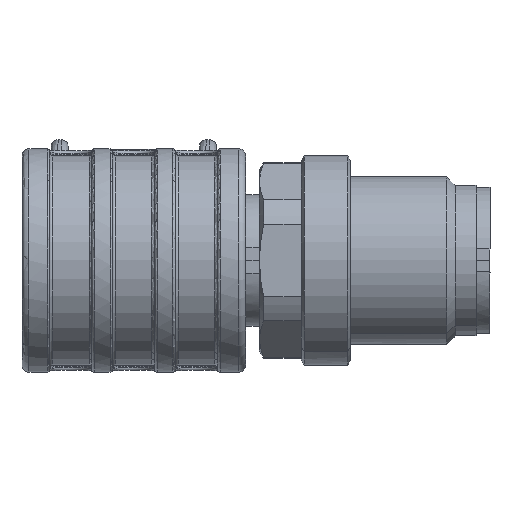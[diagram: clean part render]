
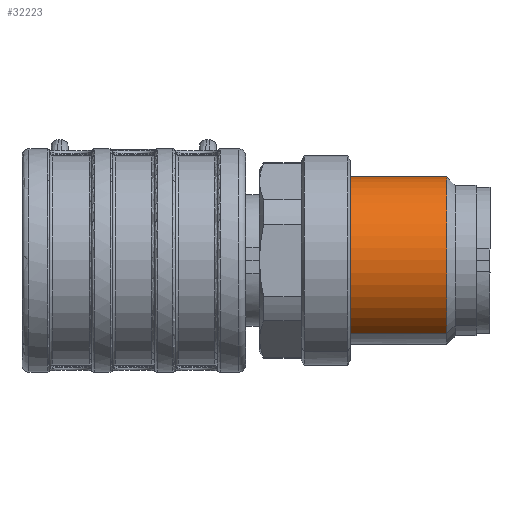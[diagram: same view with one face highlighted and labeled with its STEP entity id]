
A CAD part, top view. The second image highlights one B-rep face of the part: STEP entity #32223.
In plain terms, the highlighted cylindrical face has radius 6 mm (diameter 12 mm), a partial arc.
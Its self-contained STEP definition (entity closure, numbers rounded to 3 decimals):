
#32198=AXIS2_PLACEMENT_3D('Cylinder Axis2P3D',#32195,#32196,#32197) ;
#32128=CARTESIAN_POINT('Vertex',(23.5,2.803,123.198)) ;
#32130=CARTESIAN_POINT('Vertex',(23.5,13.197,117.201)) ;
#32134=CARTESIAN_POINT('Control Point',(23.5,13.197,117.201)) ;
#32135=CARTESIAN_POINT('Control Point',(23.5,13.497,117.721)) ;
#32136=CARTESIAN_POINT('Control Point',(23.5,13.732,118.278)) ;
#32137=CARTESIAN_POINT('Control Point',(23.5,13.895,118.862)) ;
#32138=CARTESIAN_POINT('Control Point',(23.5,14.073,120.058)) ;
#32139=CARTESIAN_POINT('Control Point',(23.5,13.951,121.262)) ;
#32140=CARTESIAN_POINT('Control Point',(23.5,13.815,121.852)) ;
#32141=CARTESIAN_POINT('Control Point',(23.5,13.398,122.987)) ;
#32142=CARTESIAN_POINT('Control Point',(23.5,12.714,123.985)) ;
#32143=CARTESIAN_POINT('Control Point',(23.5,12.311,124.438)) ;
#32144=CARTESIAN_POINT('Control Point',(23.5,11.401,125.234)) ;
#32145=CARTESIAN_POINT('Control Point',(23.5,10.322,125.781)) ;
#32146=CARTESIAN_POINT('Control Point',(23.5,9.751,125.986)) ;
#32147=CARTESIAN_POINT('Control Point',(23.5,8.571,126.248)) ;
#32148=CARTESIAN_POINT('Control Point',(23.5,7.362,126.211)) ;
#32149=CARTESIAN_POINT('Control Point',(23.5,6.763,126.117)) ;
#32150=CARTESIAN_POINT('Control Point',(23.5,5.601,125.781)) ;
#32151=CARTESIAN_POINT('Control Point',(23.5,4.558,125.17)) ;
#32152=CARTESIAN_POINT('Control Point',(23.5,4.077,124.8)) ;
#32153=CARTESIAN_POINT('Control Point',(23.5,3.527,124.253)) ;
#32154=CARTESIAN_POINT('Control Point',(23.5,3.073,123.631)) ;
#32155=CARTESIAN_POINT('Control Point',(23.5,2.978,123.49)) ;
#32156=CARTESIAN_POINT('Control Point',(23.5,2.888,123.345)) ;
#32157=CARTESIAN_POINT('Control Point',(23.5,2.803,123.198)) ;
#32169=CARTESIAN_POINT('Line Origine',(32.5,13.197,117.201)) ;
#32173=CARTESIAN_POINT('Vertex',(30.4,13.197,117.201)) ;
#32180=CARTESIAN_POINT('Vertex',(30.4,2.803,123.198)) ;
#32183=CARTESIAN_POINT('Line Origine',(32.5,2.803,123.198)) ;
#32195=CARTESIAN_POINT('Axis2P3D Location',(32.5,8.,120.2)) ;
#32201=CARTESIAN_POINT('Control Point',(30.4,13.197,117.201)) ;
#32202=CARTESIAN_POINT('Control Point',(30.4,13.668,118.018)) ;
#32203=CARTESIAN_POINT('Control Point',(30.4,13.979,118.927)) ;
#32204=CARTESIAN_POINT('Control Point',(30.4,14.105,119.886)) ;
#32205=CARTESIAN_POINT('Control Point',(30.4,13.974,121.802)) ;
#32206=CARTESIAN_POINT('Control Point',(30.4,13.128,123.527)) ;
#32207=CARTESIAN_POINT('Control Point',(30.4,12.539,124.295)) ;
#32208=CARTESIAN_POINT('Control Point',(30.4,11.091,125.557)) ;
#32209=CARTESIAN_POINT('Control Point',(30.4,9.273,126.179)) ;
#32210=CARTESIAN_POINT('Control Point',(30.4,8.314,126.305)) ;
#32211=CARTESIAN_POINT('Control Point',(30.4,6.397,126.174)) ;
#32212=CARTESIAN_POINT('Control Point',(30.4,4.673,125.328)) ;
#32213=CARTESIAN_POINT('Control Point',(30.4,3.905,124.739)) ;
#32214=CARTESIAN_POINT('Control Point',(30.4,3.274,124.015)) ;
#32215=CARTESIAN_POINT('Control Point',(30.4,2.803,123.198)) ;
#32170=DIRECTION('Vector Direction',(1.,0.,0.)) ;
#32184=DIRECTION('Vector Direction',(1.,0.,0.)) ;
#32196=DIRECTION('Axis2P3D Direction',(1.,0.,0.)) ;
#32197=DIRECTION('Axis2P3D XDirection',(0.,0.866,-0.5)) ;
#32171=VECTOR('Line Direction',#32170,1.) ;
#32185=VECTOR('Line Direction',#32184,1.) ;
#32218=ORIENTED_EDGE('',*,*,#32187,.T.) ;
#32219=ORIENTED_EDGE('',*,*,#32216,.F.) ;
#32220=ORIENTED_EDGE('',*,*,#32175,.T.) ;
#32221=ORIENTED_EDGE('',*,*,#32158,.T.) ;
#32223=ADVANCED_FACE('MANIFOLD_SOLID_BREP #32',(#32222),#32199,.T.) ;
#32133=B_SPLINE_CURVE_WITH_KNOTS('',5,(#32134,#32135,#32136,#32137,#32138,#32139,#32140,#32141,#32142,#32143,#32144,#32145,#32146,#32147,#32148,#32149,#32150,#32151,#32152,#32153,#32154,#32155,#32156,#32157),.UNSPECIFIED.,.F.,.U.,(6,3,3,3,3,3,3,6),(0.,4.243,8.485,12.728,16.97,21.213,25.456,26.657),.UNSPECIFIED.) ;
#32200=B_SPLINE_CURVE_WITH_KNOTS('',5,(#32201,#32202,#32203,#32204,#32205,#32206,#32207,#32208,#32209,#32210,#32211,#32212,#32213,#32214,#32215),.UNSPECIFIED.,.F.,.U.,(6,3,3,3,6),(-9.425,-4.712,0.,4.712,9.425),.UNSPECIFIED.) ;
#32199=CYLINDRICAL_SURFACE('generated cylinder',#32198,6.) ;
#32158=EDGE_CURVE('',#32131,#32129,#32133,.T.) ;
#32175=EDGE_CURVE('',#32174,#32131,#32172,.F.) ;
#32187=EDGE_CURVE('',#32129,#32181,#32186,.T.) ;
#32216=EDGE_CURVE('',#32174,#32181,#32200,.T.) ;
#32217=EDGE_LOOP('',(#32218,#32219,#32220,#32221)) ;
#32222=FACE_OUTER_BOUND('',#32217,.T.) ;
#32172=LINE('Line',#32169,#32171) ;
#32186=LINE('Line',#32183,#32185) ;
#32129=VERTEX_POINT('',#32128) ;
#32131=VERTEX_POINT('',#32130) ;
#32174=VERTEX_POINT('',#32173) ;
#32181=VERTEX_POINT('',#32180) ;
